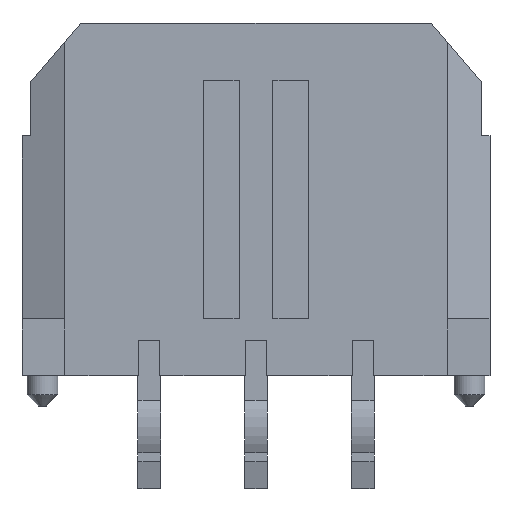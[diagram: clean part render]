
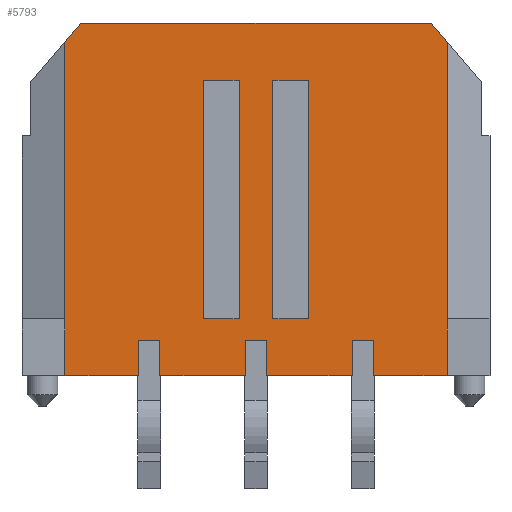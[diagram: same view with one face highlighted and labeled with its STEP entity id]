
A CAD part, front view. The second image highlights one B-rep face of the part: STEP entity #5793.
In plain terms, the highlighted planar face has unit normal (0, -1, 0).
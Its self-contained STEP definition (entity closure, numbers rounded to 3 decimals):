
#71=FACE_BOUND('',#445,.T.);
#72=FACE_BOUND('',#446,.T.);
#146=FACE_OUTER_BOUND('',#444,.T.);
#444=EDGE_LOOP('',(#4018,#4019,#4020,#4021,#4022,#4023,#4024,#4025,#4026,
#4027,#4028,#4029,#4030,#4031,#4032,#4033,#4034,#4035,#4036,#4037,#4038,
#4039));
#445=EDGE_LOOP('',(#4040,#4041,#4042,#4043));
#446=EDGE_LOOP('',(#4044,#4045,#4046,#4047));
#730=LINE('',#7911,#1514);
#833=LINE('',#8128,#1617);
#850=LINE('',#8163,#1634);
#859=LINE('',#8180,#1643);
#876=LINE('',#8213,#1660);
#976=LINE('',#8409,#1760);
#978=LINE('',#8413,#1762);
#979=LINE('',#8416,#1763);
#985=LINE('',#8427,#1769);
#986=LINE('',#8430,#1770);
#987=LINE('',#8431,#1771);
#988=LINE('',#8433,#1772);
#989=LINE('',#8435,#1773);
#990=LINE('',#8436,#1774);
#991=LINE('',#8438,#1775);
#992=LINE('',#8440,#1776);
#993=LINE('',#8441,#1777);
#994=LINE('',#8443,#1778);
#995=LINE('',#8445,#1779);
#996=LINE('',#8447,#1780);
#997=LINE('',#8449,#1781);
#998=LINE('',#8450,#1782);
#999=LINE('',#8453,#1783);
#1000=LINE('',#8455,#1784);
#1001=LINE('',#8457,#1785);
#1002=LINE('',#8458,#1786);
#1003=LINE('',#8461,#1787);
#1004=LINE('',#8463,#1788);
#1005=LINE('',#8465,#1789);
#1006=LINE('',#8466,#1790);
#1514=VECTOR('',#6439,0.71);
#1617=VECTOR('',#6600,1.);
#1634=VECTOR('',#6627,0.597);
#1643=VECTOR('',#6642,1.);
#1660=VECTOR('',#6665,1.);
#1760=VECTOR('',#6789,2.077);
#1762=VECTOR('',#6793,2.403);
#1763=VECTOR('',#6796,2.077);
#1769=VECTOR('',#6804,2.403);
#1770=VECTOR('',#6807,0.597);
#1771=VECTOR('',#6808,1.);
#1772=VECTOR('',#6809,1.);
#1773=VECTOR('',#6810,0.597);
#1774=VECTOR('',#6811,1.);
#1775=VECTOR('',#6812,1.6);
#1776=VECTOR('',#6813,0.009);
#1777=VECTOR('',#6814,7.768);
#1778=VECTOR('',#6815,9.85);
#1779=VECTOR('',#6816,0.71);
#1780=VECTOR('',#6817,7.768);
#1781=VECTOR('',#6818,0.009);
#1782=VECTOR('',#6819,1.6);
#1783=VECTOR('',#6820,1.);
#1784=VECTOR('',#6821,6.71);
#1785=VECTOR('',#6822,1.);
#1786=VECTOR('',#6823,6.71);
#1787=VECTOR('',#6824,1.);
#1788=VECTOR('',#6825,6.71);
#1789=VECTOR('',#6826,1.);
#1790=VECTOR('',#6827,6.71);
#2291=VERTEX_POINT('',#7908);
#2292=VERTEX_POINT('',#7910);
#2376=VERTEX_POINT('',#8125);
#2377=VERTEX_POINT('',#8127);
#2390=VERTEX_POINT('',#8162);
#2395=VERTEX_POINT('',#8179);
#2407=VERTEX_POINT('',#8210);
#2408=VERTEX_POINT('',#8212);
#2492=VERTEX_POINT('',#8407);
#2493=VERTEX_POINT('',#8411);
#2494=VERTEX_POINT('',#8415);
#2497=VERTEX_POINT('',#8423);
#2498=VERTEX_POINT('',#8425);
#2499=VERTEX_POINT('',#8429);
#2500=VERTEX_POINT('',#8432);
#2501=VERTEX_POINT('',#8434);
#2502=VERTEX_POINT('',#8437);
#2503=VERTEX_POINT('',#8439);
#2504=VERTEX_POINT('',#8442);
#2505=VERTEX_POINT('',#8444);
#2506=VERTEX_POINT('',#8446);
#2507=VERTEX_POINT('',#8448);
#2508=VERTEX_POINT('',#8451);
#2509=VERTEX_POINT('',#8452);
#2510=VERTEX_POINT('',#8454);
#2511=VERTEX_POINT('',#8456);
#2512=VERTEX_POINT('',#8459);
#2513=VERTEX_POINT('',#8460);
#2514=VERTEX_POINT('',#8462);
#2515=VERTEX_POINT('',#8464);
#2843=EDGE_CURVE('',#2292,#2291,#730,.T.);
#2950=EDGE_CURVE('',#2376,#2377,#833,.T.);
#2967=EDGE_CURVE('',#2390,#2377,#850,.T.);
#2976=EDGE_CURVE('',#2395,#2390,#859,.T.);
#2993=EDGE_CURVE('',#2408,#2407,#876,.T.);
#3093=EDGE_CURVE('',#2492,#2376,#976,.T.);
#3095=EDGE_CURVE('',#2395,#2493,#978,.T.);
#3096=EDGE_CURVE('',#2408,#2494,#979,.T.);
#3102=EDGE_CURVE('',#2498,#2497,#985,.T.);
#3103=EDGE_CURVE('',#2407,#2499,#986,.T.);
#3104=EDGE_CURVE('',#2497,#2499,#987,.T.);
#3105=EDGE_CURVE('',#2498,#2500,#988,.T.);
#3106=EDGE_CURVE('',#2500,#2501,#989,.T.);
#3107=EDGE_CURVE('',#2493,#2501,#990,.T.);
#3108=EDGE_CURVE('',#2502,#2492,#991,.T.);
#3109=EDGE_CURVE('',#2502,#2503,#992,.T.);
#3110=EDGE_CURVE('',#2292,#2503,#993,.T.);
#3111=EDGE_CURVE('',#2504,#2291,#994,.T.);
#3112=EDGE_CURVE('',#2504,#2505,#995,.T.);
#3113=EDGE_CURVE('',#2505,#2506,#996,.T.);
#3114=EDGE_CURVE('',#2506,#2507,#997,.T.);
#3115=EDGE_CURVE('',#2507,#2494,#998,.T.);
#3116=EDGE_CURVE('',#2508,#2509,#999,.T.);
#3117=EDGE_CURVE('',#2510,#2509,#1000,.T.);
#3118=EDGE_CURVE('',#2511,#2510,#1001,.T.);
#3119=EDGE_CURVE('',#2511,#2508,#1002,.T.);
#3120=EDGE_CURVE('',#2512,#2513,#1003,.T.);
#3121=EDGE_CURVE('',#2514,#2513,#1004,.T.);
#3122=EDGE_CURVE('',#2515,#2514,#1005,.T.);
#3123=EDGE_CURVE('',#2515,#2512,#1006,.T.);
#4018=ORIENTED_EDGE('',*,*,#2993,.T.);
#4019=ORIENTED_EDGE('',*,*,#3103,.T.);
#4020=ORIENTED_EDGE('',*,*,#3104,.F.);
#4021=ORIENTED_EDGE('',*,*,#3102,.F.);
#4022=ORIENTED_EDGE('',*,*,#3105,.T.);
#4023=ORIENTED_EDGE('',*,*,#3106,.T.);
#4024=ORIENTED_EDGE('',*,*,#3107,.F.);
#4025=ORIENTED_EDGE('',*,*,#3095,.F.);
#4026=ORIENTED_EDGE('',*,*,#2976,.T.);
#4027=ORIENTED_EDGE('',*,*,#2967,.T.);
#4028=ORIENTED_EDGE('',*,*,#2950,.F.);
#4029=ORIENTED_EDGE('',*,*,#3093,.F.);
#4030=ORIENTED_EDGE('',*,*,#3108,.F.);
#4031=ORIENTED_EDGE('',*,*,#3109,.T.);
#4032=ORIENTED_EDGE('',*,*,#3110,.F.);
#4033=ORIENTED_EDGE('',*,*,#2843,.T.);
#4034=ORIENTED_EDGE('',*,*,#3111,.F.);
#4035=ORIENTED_EDGE('',*,*,#3112,.T.);
#4036=ORIENTED_EDGE('',*,*,#3113,.T.);
#4037=ORIENTED_EDGE('',*,*,#3114,.T.);
#4038=ORIENTED_EDGE('',*,*,#3115,.T.);
#4039=ORIENTED_EDGE('',*,*,#3096,.F.);
#4040=ORIENTED_EDGE('',*,*,#3116,.T.);
#4041=ORIENTED_EDGE('',*,*,#3117,.F.);
#4042=ORIENTED_EDGE('',*,*,#3118,.F.);
#4043=ORIENTED_EDGE('',*,*,#3119,.T.);
#4044=ORIENTED_EDGE('',*,*,#3120,.T.);
#4045=ORIENTED_EDGE('',*,*,#3121,.F.);
#4046=ORIENTED_EDGE('',*,*,#3122,.F.);
#4047=ORIENTED_EDGE('',*,*,#3123,.T.);
#5328=PLANE('',#6112);
#5793=ADVANCED_FACE('',(#146,#71,#72),#5328,.T.);
#6112=AXIS2_PLACEMENT_3D('',#8428,#6805,#6806);
#6439=DIRECTION('',(-0.647,0.,0.763));
#6600=DIRECTION('',(0.,0.,1.));
#6627=DIRECTION('',(1.,0.,0.));
#6642=DIRECTION('',(0.,0.,1.));
#6665=DIRECTION('',(0.,0.,1.));
#6789=DIRECTION('',(-1.,0.,0.));
#6793=DIRECTION('',(-1.,0.,0.));
#6796=DIRECTION('',(-1.,0.,0.));
#6804=DIRECTION('',(-1.,0.,0.));
#6805=DIRECTION('center_axis',(0.,-1.,0.));
#6806=DIRECTION('ref_axis',(0.,0.,-1.));
#6807=DIRECTION('',(1.,0.,0.));
#6808=DIRECTION('',(0.,0.,1.));
#6809=DIRECTION('',(0.,0.,1.));
#6810=DIRECTION('',(1.,0.,0.));
#6811=DIRECTION('',(0.,0.,1.));
#6812=DIRECTION('',(0.,0.,-1.));
#6813=DIRECTION('',(1.,0.,0.));
#6814=DIRECTION('',(0.,0.,-1.));
#6815=DIRECTION('',(1.,0.,0.));
#6816=DIRECTION('',(-0.647,0.,-0.763));
#6817=DIRECTION('',(0.,0.,-1.));
#6818=DIRECTION('',(1.,0.,0.));
#6819=DIRECTION('',(0.,0.,-1.));
#6820=DIRECTION('',(1.,0.,0.));
#6821=DIRECTION('',(0.,0.,1.));
#6822=DIRECTION('',(1.,0.,0.));
#6823=DIRECTION('',(0.,0.,1.));
#6824=DIRECTION('',(1.,0.,0.));
#6825=DIRECTION('',(0.,0.,1.));
#6826=DIRECTION('',(1.,0.,0.));
#6827=DIRECTION('',(0.,0.,1.));
#7908=CARTESIAN_POINT('',(4.925,-3.43,4.955));
#7910=CARTESIAN_POINT('',(5.384,-3.43,4.413));
#7911=CARTESIAN_POINT('',(5.384,-3.43,4.413));
#8125=CARTESIAN_POINT('',(3.299,-3.43,-4.955));
#8127=CARTESIAN_POINT('',(3.299,-3.43,-3.955));
#8128=CARTESIAN_POINT('',(3.299,-3.43,-4.955));
#8162=CARTESIAN_POINT('',(2.702,-3.43,-3.955));
#8163=CARTESIAN_POINT('',(2.702,-3.43,-3.955));
#8179=CARTESIAN_POINT('',(2.702,-3.43,-4.955));
#8180=CARTESIAN_POINT('',(2.702,-3.43,-4.955));
#8210=CARTESIAN_POINT('',(-3.299,-3.43,-3.955));
#8212=CARTESIAN_POINT('',(-3.299,-3.43,-4.955));
#8213=CARTESIAN_POINT('',(-3.299,-3.43,-4.955));
#8407=CARTESIAN_POINT('',(5.375,-3.43,-4.955));
#8409=CARTESIAN_POINT('',(5.375,-3.43,-4.955));
#8411=CARTESIAN_POINT('',(0.299,-3.43,-4.955));
#8413=CARTESIAN_POINT('',(2.702,-3.43,-4.955));
#8415=CARTESIAN_POINT('',(-5.375,-3.43,-4.955));
#8416=CARTESIAN_POINT('',(-3.299,-3.43,-4.955));
#8423=CARTESIAN_POINT('',(-2.702,-3.43,-4.955));
#8425=CARTESIAN_POINT('',(-0.299,-3.43,-4.955));
#8427=CARTESIAN_POINT('',(-0.299,-3.43,-4.955));
#8428=CARTESIAN_POINT('Origin',(-6.325,-3.43,4.955));
#8429=CARTESIAN_POINT('',(-2.702,-3.43,-3.955));
#8430=CARTESIAN_POINT('',(-3.299,-3.43,-3.955));
#8431=CARTESIAN_POINT('',(-2.702,-3.43,-4.955));
#8432=CARTESIAN_POINT('',(-0.299,-3.43,-3.955));
#8433=CARTESIAN_POINT('',(-0.299,-3.43,-4.955));
#8434=CARTESIAN_POINT('',(0.299,-3.43,-3.955));
#8435=CARTESIAN_POINT('',(-0.299,-3.43,-3.955));
#8436=CARTESIAN_POINT('',(0.299,-3.43,-4.955));
#8437=CARTESIAN_POINT('',(5.375,-3.43,-3.355));
#8438=CARTESIAN_POINT('',(5.375,-3.43,-3.355));
#8439=CARTESIAN_POINT('',(5.384,-3.43,-3.355));
#8440=CARTESIAN_POINT('',(5.375,-3.43,-3.355));
#8441=CARTESIAN_POINT('',(5.384,-3.43,4.413));
#8442=CARTESIAN_POINT('',(-4.925,-3.43,4.955));
#8443=CARTESIAN_POINT('',(-4.925,-3.43,4.955));
#8444=CARTESIAN_POINT('',(-5.384,-3.43,4.413));
#8445=CARTESIAN_POINT('',(-4.925,-3.43,4.955));
#8446=CARTESIAN_POINT('',(-5.384,-3.43,-3.355));
#8447=CARTESIAN_POINT('',(-5.384,-3.43,4.413));
#8448=CARTESIAN_POINT('',(-5.375,-3.43,-3.355));
#8449=CARTESIAN_POINT('',(-5.384,-3.43,-3.355));
#8450=CARTESIAN_POINT('',(-5.375,-3.43,-3.355));
#8451=CARTESIAN_POINT('',(0.475,-3.43,3.355));
#8452=CARTESIAN_POINT('',(1.475,-3.43,3.355));
#8453=CARTESIAN_POINT('',(0.475,-3.43,3.355));
#8454=CARTESIAN_POINT('',(1.475,-3.43,-3.355));
#8455=CARTESIAN_POINT('',(1.475,-3.43,-3.355));
#8456=CARTESIAN_POINT('',(0.475,-3.43,-3.355));
#8457=CARTESIAN_POINT('',(0.475,-3.43,-3.355));
#8458=CARTESIAN_POINT('',(0.475,-3.43,-3.355));
#8459=CARTESIAN_POINT('',(-1.475,-3.43,3.355));
#8460=CARTESIAN_POINT('',(-0.475,-3.43,3.355));
#8461=CARTESIAN_POINT('',(-1.475,-3.43,3.355));
#8462=CARTESIAN_POINT('',(-0.475,-3.43,-3.355));
#8463=CARTESIAN_POINT('',(-0.475,-3.43,-3.355));
#8464=CARTESIAN_POINT('',(-1.475,-3.43,-3.355));
#8465=CARTESIAN_POINT('',(-1.475,-3.43,-3.355));
#8466=CARTESIAN_POINT('',(-1.475,-3.43,-3.355));
